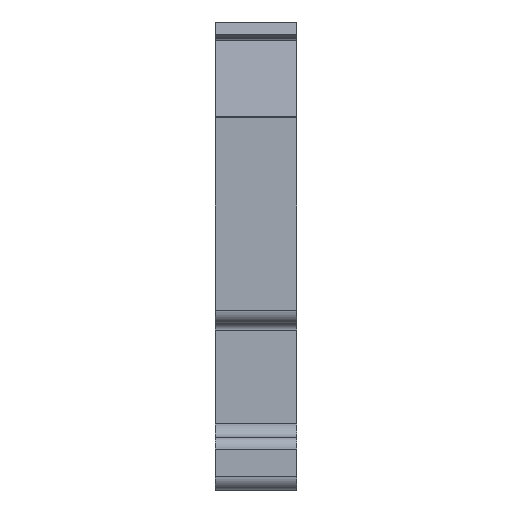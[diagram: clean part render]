
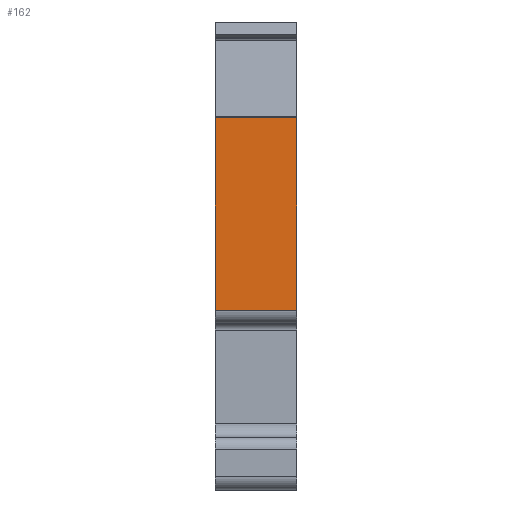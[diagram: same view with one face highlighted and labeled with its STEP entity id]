
A CAD part, left-side view. The second image highlights one B-rep face of the part: STEP entity #162.
In plain terms, the highlighted planar face has unit normal (-1, 0, 0).
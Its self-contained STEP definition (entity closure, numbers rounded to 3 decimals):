
#162 = ADVANCED_FACE( '', ( #361 ), #362, .T. );
#361 = FACE_OUTER_BOUND( '', #581, .T. );
#362 = PLANE( '', #582 );
#581 = EDGE_LOOP( '', ( #1420, #1421, #1422, #1423 ) );
#582 = AXIS2_PLACEMENT_3D( '', #1424, #1425, #1426 );
#1420 = ORIENTED_EDGE( '', *, *, #1736, .T. );
#1421 = ORIENTED_EDGE( '', *, *, #1869, .T. );
#1422 = ORIENTED_EDGE( '', *, *, #1621, .F. );
#1423 = ORIENTED_EDGE( '', *, *, #1870, .F. );
#1424 = CARTESIAN_POINT( '', ( -28.05, 0., -4.775 ) );
#1425 = DIRECTION( '', ( -1., 0., 0. ) );
#1426 = DIRECTION( '', ( 0., 1., 0. ) );
#1621 = EDGE_CURVE( '', #1973, #1975, #1976, .T. );
#1736 = EDGE_CURVE( '', #2201, #2199, #2202, .T. );
#1869 = EDGE_CURVE( '', #2199, #1975, #2387, .T. );
#1870 = EDGE_CURVE( '', #2201, #1973, #2388, .T. );
#1973 = VERTEX_POINT( '', #2529 );
#1975 = VERTEX_POINT( '', #2532 );
#1976 = LINE( '', #2533, #2534 );
#2199 = VERTEX_POINT( '', #2829 );
#2201 = VERTEX_POINT( '', #2831 );
#2202 = LINE( '', #2832, #2833 );
#2387 = LINE( '', #3136, #3137 );
#2388 = LINE( '', #3138, #3139 );
#2529 = CARTESIAN_POINT( '', ( -28.05, -6.15, 9.776 ) );
#2532 = CARTESIAN_POINT( '', ( -28.05, -6.15, -4.775 ) );
#2533 = CARTESIAN_POINT( '', ( -28.05, -6.15, 9.757 ) );
#2534 = VECTOR( '', #3239, 1000. );
#2829 = CARTESIAN_POINT( '', ( -28.05, 0., -4.775 ) );
#2831 = CARTESIAN_POINT( '', ( -28.05, 0., 9.776 ) );
#2832 = CARTESIAN_POINT( '', ( -28.05, 0., -4.775 ) );
#2833 = VECTOR( '', #3438, 1000. );
#3136 = CARTESIAN_POINT( '', ( -28.05, 0., -4.775 ) );
#3137 = VECTOR( '', #3599, 1000. );
#3138 = CARTESIAN_POINT( '', ( -28.05, 0., 9.776 ) );
#3139 = VECTOR( '', #3600, 1000. );
#3239 = DIRECTION( '', ( 0., 0., -1. ) );
#3438 = DIRECTION( '', ( 0., 0., -1. ) );
#3599 = DIRECTION( '', ( 0., -1., 0. ) );
#3600 = DIRECTION( '', ( 0., -1., 0. ) );
